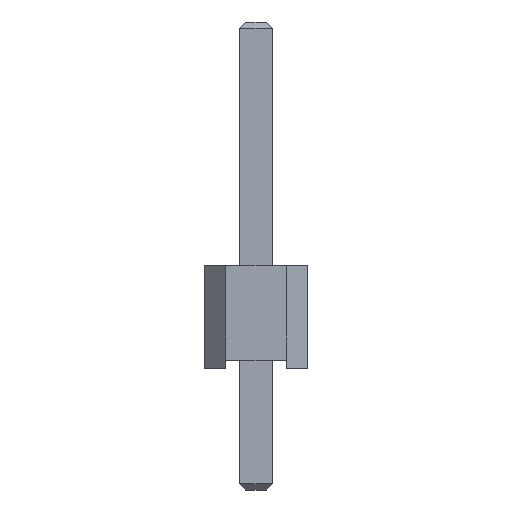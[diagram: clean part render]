
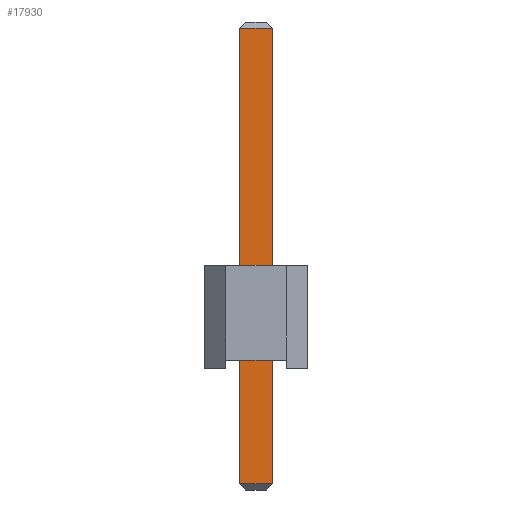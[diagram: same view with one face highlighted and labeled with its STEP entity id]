
A CAD part, front view. The second image highlights one B-rep face of the part: STEP entity #17930.
In plain terms, the highlighted planar face has unit normal (0, -1, 0).
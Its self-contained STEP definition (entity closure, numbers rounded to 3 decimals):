
#17518 = PLANE('',#17519);
#17519 = AXIS2_PLACEMENT_3D('',#17520,#17521,#17522);
#17520 = CARTESIAN_POINT('',(-0.4,-0.4,-3.));
#17521 = DIRECTION('',(-1.,0.,0.));
#17522 = DIRECTION('',(0.,1.,0.));
#17574 = PLANE('',#17575);
#17575 = AXIS2_PLACEMENT_3D('',#17576,#17577,#17578);
#17576 = CARTESIAN_POINT('',(0.4,0.4,-3.));
#17577 = DIRECTION('',(1.,0.,0.));
#17578 = DIRECTION('',(0.,-1.,0.));
#17615 = EDGE_CURVE('',#17616,#17618,#17620,.T.);
#17616 = VERTEX_POINT('',#17617);
#17617 = CARTESIAN_POINT('',(-0.4,-0.4,-2.85));
#17618 = VERTEX_POINT('',#17619);
#17619 = CARTESIAN_POINT('',(-0.4,-0.4,8.39));
#17620 = SURFACE_CURVE('',#17621,(#17625,#17632),.PCURVE_S1.);
#17621 = LINE('',#17622,#17623);
#17622 = CARTESIAN_POINT('',(-0.4,-0.4,-3.));
#17623 = VECTOR('',#17624,1.);
#17624 = DIRECTION('',(0.,0.,1.));
#17625 = PCURVE('',#17518,#17626);
#17626 = DEFINITIONAL_REPRESENTATION('',(#17627),#17631);
#17627 = LINE('',#17628,#17629);
#17628 = CARTESIAN_POINT('',(0.,0.));
#17629 = VECTOR('',#17630,1.);
#17630 = DIRECTION('',(0.,-1.));
#17631 = ( GEOMETRIC_REPRESENTATION_CONTEXT(2) 
PARAMETRIC_REPRESENTATION_CONTEXT() REPRESENTATION_CONTEXT('2D SPACE',''
  ) );
#17632 = PCURVE('',#17633,#17638);
#17633 = PLANE('',#17634);
#17634 = AXIS2_PLACEMENT_3D('',#17635,#17636,#17637);
#17635 = CARTESIAN_POINT('',(0.4,-0.4,-3.));
#17636 = DIRECTION('',(0.,-1.,0.));
#17637 = DIRECTION('',(-1.,0.,0.));
#17638 = DEFINITIONAL_REPRESENTATION('',(#17639),#17643);
#17639 = LINE('',#17640,#17641);
#17640 = CARTESIAN_POINT('',(0.8,0.));
#17641 = VECTOR('',#17642,1.);
#17642 = DIRECTION('',(0.,-1.));
#17643 = ( GEOMETRIC_REPRESENTATION_CONTEXT(2) 
PARAMETRIC_REPRESENTATION_CONTEXT() REPRESENTATION_CONTEXT('2D SPACE',''
  ) );
#17865 = VERTEX_POINT('',#17866);
#17866 = CARTESIAN_POINT('',(0.4,-0.4,8.39));
#17887 = EDGE_CURVE('',#17888,#17865,#17890,.T.);
#17888 = VERTEX_POINT('',#17889);
#17889 = CARTESIAN_POINT('',(0.4,-0.4,-2.85));
#17890 = SURFACE_CURVE('',#17891,(#17895,#17902),.PCURVE_S1.);
#17891 = LINE('',#17892,#17893);
#17892 = CARTESIAN_POINT('',(0.4,-0.4,-3.));
#17893 = VECTOR('',#17894,1.);
#17894 = DIRECTION('',(0.,0.,1.));
#17895 = PCURVE('',#17574,#17896);
#17896 = DEFINITIONAL_REPRESENTATION('',(#17897),#17901);
#17897 = LINE('',#17898,#17899);
#17898 = CARTESIAN_POINT('',(0.8,0.));
#17899 = VECTOR('',#17900,1.);
#17900 = DIRECTION('',(0.,-1.));
#17901 = ( GEOMETRIC_REPRESENTATION_CONTEXT(2) 
PARAMETRIC_REPRESENTATION_CONTEXT() REPRESENTATION_CONTEXT('2D SPACE',''
  ) );
#17902 = PCURVE('',#17633,#17903);
#17903 = DEFINITIONAL_REPRESENTATION('',(#17904),#17908);
#17904 = LINE('',#17905,#17906);
#17905 = CARTESIAN_POINT('',(0.,-0.));
#17906 = VECTOR('',#17907,1.);
#17907 = DIRECTION('',(0.,-1.));
#17908 = ( GEOMETRIC_REPRESENTATION_CONTEXT(2) 
PARAMETRIC_REPRESENTATION_CONTEXT() REPRESENTATION_CONTEXT('2D SPACE',''
  ) );
#17930 = ADVANCED_FACE('',(#17931),#17633,.T.);
#17931 = FACE_BOUND('',#17932,.T.);
#17932 = EDGE_LOOP('',(#17933,#17934,#17960,#17961));
#17933 = ORIENTED_EDGE('',*,*,#17887,.T.);
#17934 = ORIENTED_EDGE('',*,*,#17935,.T.);
#17935 = EDGE_CURVE('',#17865,#17618,#17936,.T.);
#17936 = SURFACE_CURVE('',#17937,(#17941,#17948),.PCURVE_S1.);
#17937 = LINE('',#17938,#17939);
#17938 = CARTESIAN_POINT('',(0.4,-0.4,8.39));
#17939 = VECTOR('',#17940,1.);
#17940 = DIRECTION('',(-1.,0.,0.));
#17941 = PCURVE('',#17633,#17942);
#17942 = DEFINITIONAL_REPRESENTATION('',(#17943),#17947);
#17943 = LINE('',#17944,#17945);
#17944 = CARTESIAN_POINT('',(0.,-11.39));
#17945 = VECTOR('',#17946,1.);
#17946 = DIRECTION('',(1.,0.));
#17947 = ( GEOMETRIC_REPRESENTATION_CONTEXT(2) 
PARAMETRIC_REPRESENTATION_CONTEXT() REPRESENTATION_CONTEXT('2D SPACE',''
  ) );
#17948 = PCURVE('',#17949,#17954);
#17949 = PLANE('',#17950);
#17950 = AXIS2_PLACEMENT_3D('',#17951,#17952,#17953);
#17951 = CARTESIAN_POINT('',(0.4,-0.325,8.465));
#17952 = DIRECTION('',(0.,-0.707,0.707));
#17953 = DIRECTION('',(1.,0.,0.));
#17954 = DEFINITIONAL_REPRESENTATION('',(#17955),#17959);
#17955 = LINE('',#17956,#17957);
#17956 = CARTESIAN_POINT('',(-0.,-0.106));
#17957 = VECTOR('',#17958,1.);
#17958 = DIRECTION('',(-1.,0.));
#17959 = ( GEOMETRIC_REPRESENTATION_CONTEXT(2) 
PARAMETRIC_REPRESENTATION_CONTEXT() REPRESENTATION_CONTEXT('2D SPACE',''
  ) );
#17960 = ORIENTED_EDGE('',*,*,#17615,.F.);
#17961 = ORIENTED_EDGE('',*,*,#17962,.F.);
#17962 = EDGE_CURVE('',#17888,#17616,#17963,.T.);
#17963 = SURFACE_CURVE('',#17964,(#17968,#17975),.PCURVE_S1.);
#17964 = LINE('',#17965,#17966);
#17965 = CARTESIAN_POINT('',(0.4,-0.4,-2.85));
#17966 = VECTOR('',#17967,1.);
#17967 = DIRECTION('',(-1.,0.,0.));
#17968 = PCURVE('',#17633,#17969);
#17969 = DEFINITIONAL_REPRESENTATION('',(#17970),#17974);
#17970 = LINE('',#17971,#17972);
#17971 = CARTESIAN_POINT('',(0.,-0.15));
#17972 = VECTOR('',#17973,1.);
#17973 = DIRECTION('',(1.,0.));
#17974 = ( GEOMETRIC_REPRESENTATION_CONTEXT(2) 
PARAMETRIC_REPRESENTATION_CONTEXT() REPRESENTATION_CONTEXT('2D SPACE',''
  ) );
#17975 = PCURVE('',#17976,#17981);
#17976 = PLANE('',#17977);
#17977 = AXIS2_PLACEMENT_3D('',#17978,#17979,#17980);
#17978 = CARTESIAN_POINT('',(0.4,-0.325,-2.925));
#17979 = DIRECTION('',(0.,0.707,0.707)
  );
#17980 = DIRECTION('',(1.,0.,0.));
#17981 = DEFINITIONAL_REPRESENTATION('',(#17982),#17986);
#17982 = LINE('',#17983,#17984);
#17983 = CARTESIAN_POINT('',(-0.,-0.106));
#17984 = VECTOR('',#17985,1.);
#17985 = DIRECTION('',(-1.,0.));
#17986 = ( GEOMETRIC_REPRESENTATION_CONTEXT(2) 
PARAMETRIC_REPRESENTATION_CONTEXT() REPRESENTATION_CONTEXT('2D SPACE',''
  ) );
